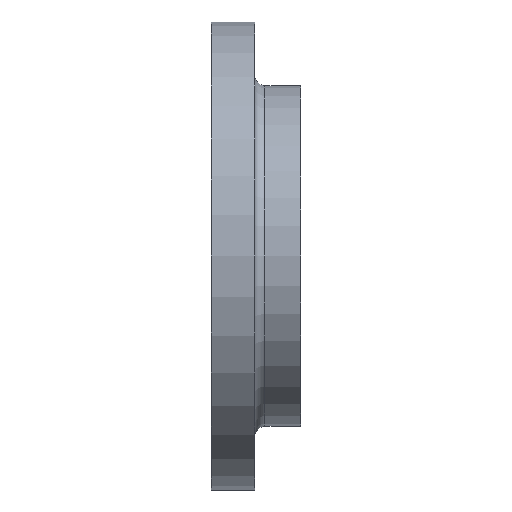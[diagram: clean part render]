
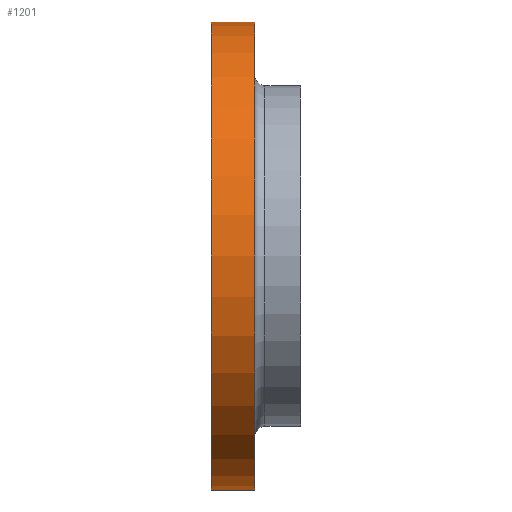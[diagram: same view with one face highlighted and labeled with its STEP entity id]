
A CAD part, front view. The second image highlights one B-rep face of the part: STEP entity #1201.
In plain terms, the highlighted cylindrical face has radius 292.1 mm (diameter 584.2 mm), a partial arc.
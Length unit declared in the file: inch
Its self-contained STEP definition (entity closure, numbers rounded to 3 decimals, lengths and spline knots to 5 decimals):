
#20 = DIRECTION ( 'NONE',  ( -1., 0., 0. ) ) ;
#52 = CARTESIAN_POINT ( 'NONE',  ( 0., 0., 11.5 ) ) ;
#57 = CARTESIAN_POINT ( 'NONE',  ( 1.54986, 0., -11.5 ) ) ;
#86 = VERTEX_POINT ( 'NONE', #1190 ) ;
#103 = CYLINDRICAL_SURFACE ( 'NONE', #1005, 11.5 ) ;
#134 = CARTESIAN_POINT ( 'NONE',  ( 1.54986, 0., 11.5 ) ) ;
#148 = CARTESIAN_POINT ( 'NONE',  ( -0.57514, 0., 11.5 ) ) ;
#171 = CARTESIAN_POINT ( 'NONE',  ( 0., 0., 0. ) ) ;
#185 = VERTEX_POINT ( 'NONE', #57 ) ;
#194 = VECTOR ( 'NONE', #1192, 39.37008 ) ;
#250 = DIRECTION ( 'NONE',  ( 0., 0., 1. ) ) ;
#323 = VECTOR ( 'NONE', #1366, 39.37008 ) ;
#403 = DIRECTION ( 'NONE',  ( -1., 0., 0. ) ) ;
#711 = DIRECTION ( 'NONE',  ( 0., 0., 1. ) ) ;
#787 = CIRCLE ( 'NONE', #1031, 11.5 ) ;
#793 = LINE ( 'NONE', #52, #194 ) ;
#870 = EDGE_CURVE ( 'NONE', #86, #1839, #787, .T. ) ;
#906 = CARTESIAN_POINT ( 'NONE',  ( 1.54986, 0., 0. ) ) ;
#935 = CARTESIAN_POINT ( 'NONE',  ( 0., 0., -11.5 ) ) ;
#955 = ORIENTED_EDGE ( 'NONE', *, *, #1008, .T. ) ;
#1005 = AXIS2_PLACEMENT_3D ( 'NONE', #171, #1891, #711 ) ;
#1008 = EDGE_CURVE ( 'NONE', #1168, #1839, #793, .T. ) ;
#1031 = AXIS2_PLACEMENT_3D ( 'NONE', #1713, #403, #250 ) ;
#1068 = LINE ( 'NONE', #935, #323 ) ;
#1121 = ORIENTED_EDGE ( 'NONE', *, *, #870, .F. ) ;
#1136 = FACE_OUTER_BOUND ( 'NONE', #1149, .T. ) ;
#1149 = EDGE_LOOP ( 'NONE', ( #1658, #1468, #955, #1121 ) ) ;
#1168 = VERTEX_POINT ( 'NONE', #134 ) ;
#1190 = CARTESIAN_POINT ( 'NONE',  ( -0.57514, 0., -11.5 ) ) ;
#1192 = DIRECTION ( 'NONE',  ( -1., 0., 0. ) ) ;
#1201 = ADVANCED_FACE ( 'NONE', ( #1136 ), #103, .T. ) ;
#1235 = EDGE_CURVE ( 'NONE', #185, #1168, #1665, .T. ) ;
#1366 = DIRECTION ( 'NONE',  ( -1., 0., 0. ) ) ;
#1468 = ORIENTED_EDGE ( 'NONE', *, *, #1235, .T. ) ;
#1520 = EDGE_CURVE ( 'NONE', #185, #86, #1068, .T. ) ;
#1567 = DIRECTION ( 'NONE',  ( 0., 0., 1. ) ) ;
#1607 = AXIS2_PLACEMENT_3D ( 'NONE', #906, #20, #1567 ) ;
#1658 = ORIENTED_EDGE ( 'NONE', *, *, #1520, .F. ) ;
#1665 = CIRCLE ( 'NONE', #1607, 11.5 ) ;
#1713 = CARTESIAN_POINT ( 'NONE',  ( -0.57514, 0., 0. ) ) ;
#1839 = VERTEX_POINT ( 'NONE', #148 ) ;
#1891 = DIRECTION ( 'NONE',  ( -1., 0., 0. ) ) ;
